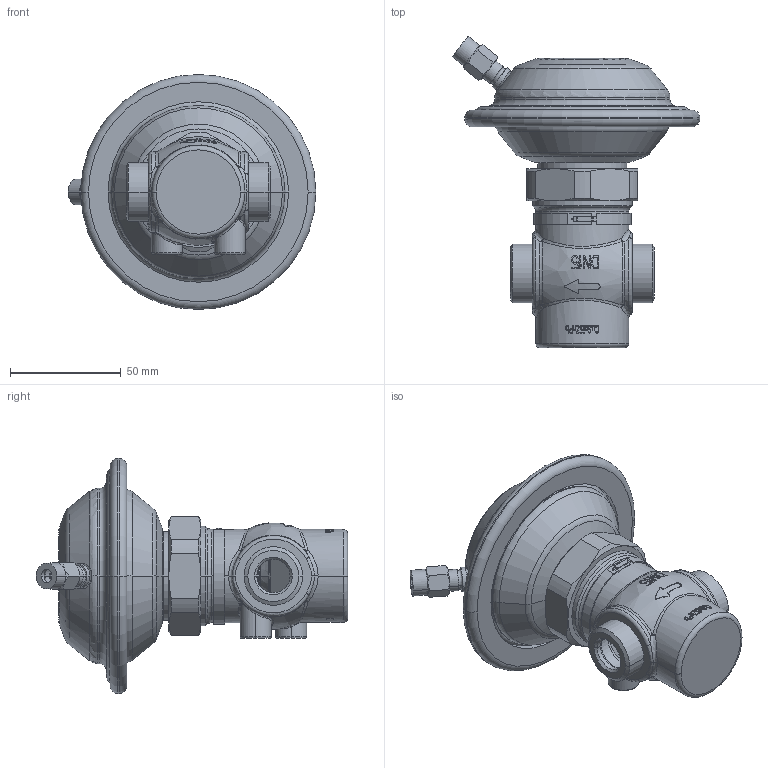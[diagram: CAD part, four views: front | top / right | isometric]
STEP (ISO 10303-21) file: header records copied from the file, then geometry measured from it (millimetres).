
FILE_DESCRIPTION((''),'2;1');
FILE_NAME('003H6219','2015-02-24T',('u317927'),('Danfoss'),'PRO/ENGINEER BY PARAMETRIC TECHNOLOGY CORPORATION, 2014000','PRO/ENGINEER BY PARAMETRIC TECHNOLOGY CORPORATION, 2014000','');
FILE_SCHEMA(('CONFIG_CONTROL_DESIGN'));
Length unit declared in the file: millimetre
Products named in the file (1): 003H6219
Bounding box: 111.7 x 140.4 x 106 mm (x, y, z)
Volume: 156508.4 mm3; surface area: 92047.2 mm2
Topology: 1 solids, 1 shells, 1044 faces, 2538 edges, 1569 vertices
Faces by surface type: plane 497, cylinder 192, torus 120, bspline 116, cone 109, sphere 10
Entity records: 38005 total; most frequent: CARTESIAN_POINT 15003, ORIENTED_EDGE 5072, DIRECTION 4408, EDGE_CURVE 2536, AXIS2_PLACEMENT_3D 1795, VERTEX_POINT 1569, EDGE_LOOP 1125, FACE_OUTER_BOUND 1044
